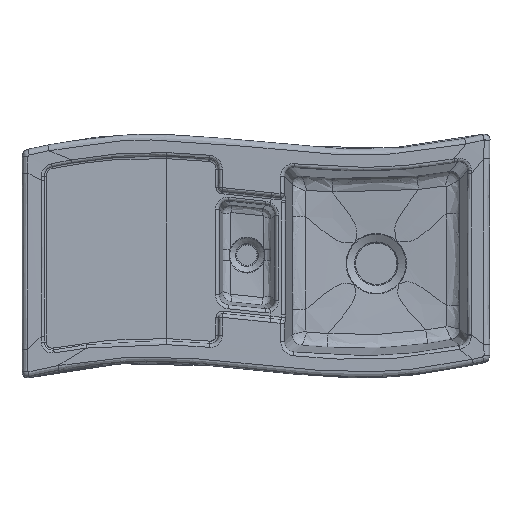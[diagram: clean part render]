
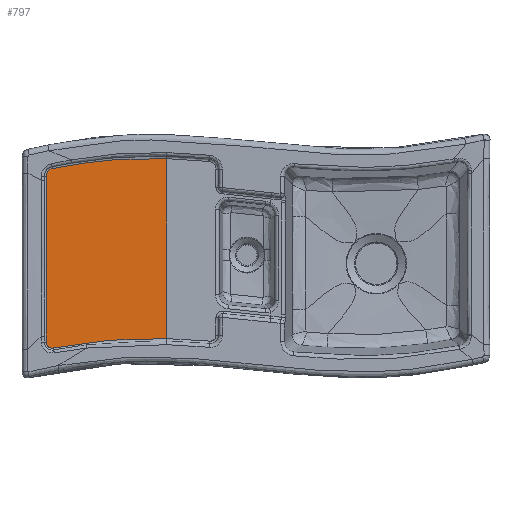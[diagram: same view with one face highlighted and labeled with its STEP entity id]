
A CAD part, top view. The second image highlights one B-rep face of the part: STEP entity #797.
In plain terms, the highlighted planar face has unit normal (0.022, 0, 1).
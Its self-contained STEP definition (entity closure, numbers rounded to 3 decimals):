
#368=PLANE('',#5958);
#797=ADVANCED_FACE('',(#1296),#368,.T.);
#1296=FACE_OUTER_BOUND('',#1692,.T.);
#1692=EDGE_LOOP('',(#3240,#3241,#3242,#3243,#3244,#3245));
#3240=ORIENTED_EDGE('',*,*,#4923,.T.);
#3241=ORIENTED_EDGE('',*,*,#4935,.T.);
#3242=ORIENTED_EDGE('',*,*,#4933,.T.);
#3243=ORIENTED_EDGE('',*,*,#4931,.T.);
#3244=ORIENTED_EDGE('',*,*,#4929,.T.);
#3245=ORIENTED_EDGE('',*,*,#4927,.T.);
#4077=VERTEX_POINT('',#34532);
#4078=VERTEX_POINT('',#34543);
#4079=VERTEX_POINT('',#34577);
#4080=VERTEX_POINT('',#34624);
#4081=VERTEX_POINT('',#34689);
#4082=VERTEX_POINT('',#34746);
#4923=EDGE_CURVE('',#4078,#4077,#5727,.T.);
#4927=EDGE_CURVE('',#4079,#4078,#5730,.T.);
#4929=EDGE_CURVE('',#4080,#4079,#5732,.T.);
#4931=EDGE_CURVE('',#4081,#4080,#5734,.T.);
#4933=EDGE_CURVE('',#4082,#4081,#5736,.T.);
#4935=EDGE_CURVE('',#4077,#4082,#5737,.T.);
#5727=B_SPLINE_CURVE_WITH_KNOTS('',3,(#34533,#34534,#34535,#34536,#34537,
#34538,#34539,#34540,#34541,#34542),.UNSPECIFIED.,.F.,.F.,(4,3,3,4),(0.,
0.216,0.895,1.),.UNSPECIFIED.);
#5730=B_SPLINE_CURVE_WITH_KNOTS('',3,(#34578,#34579,#34580,#34581,#34582,
#34583,#34584,#34585,#34586,#34587,#34588,#34589,#34590,#34591,#34592,#34593,
#34594,#34595),.UNSPECIFIED.,.F.,.F.,(4,1,1,1,1,2,2,1,1,2,2,4),(0.,0.25,
0.375,0.437,0.469,0.484,
0.5,0.625,0.688,0.719,0.75,1.),.UNSPECIFIED.);
#5732=B_SPLINE_CURVE_WITH_KNOTS('',3,(#34625,#34626,#34627,#34628,#34629,
#34630),.UNSPECIFIED.,.F.,.F.,(4,2,4),(0.,0.5,1.),.UNSPECIFIED.);
#5734=B_SPLINE_CURVE_WITH_KNOTS('',3,(#34690,#34691,#34692,#34693,#34694,
#34695,#34696,#34697,#34698,#34699,#34700,#34701,#34702,#34703,#34704,#34705,
#34706,#34707,#34708,#34709,#34710,#34711,#34712,#34713,#34714,#34715,#34716,
#34717,#34718,#34719,#34720,#34721,#34722,#34723),.UNSPECIFIED.,.F.,.F.,
(4,1,1,1,1,1,1,1,1,2,2,1,1,2,2,1,1,1,1,1,1,1,1,2,2,4),(0.,0.125,
0.187,0.219,0.234,0.242,
0.246,0.248,0.249,0.25,
0.25,0.375,0.437,0.469,
0.5,0.625,0.687,0.719,
0.734,0.742,0.746,0.748,0.749,
0.75,0.75,1.),.UNSPECIFIED.);
#5736=B_SPLINE_CURVE_WITH_KNOTS('',3,(#34747,#34748,#34749,#34750,#34751,
#34752),.UNSPECIFIED.,.F.,.F.,(4,2,4),(0.,0.5,1.),.UNSPECIFIED.);
#5737=B_SPLINE_CURVE_WITH_KNOTS('',3,(#34784,#34785,#34786,#34787,#34788,
#34789,#34790,#34791,#34792,#34793,#34794,#34795,#34796,#34797,#34798,#34799,
#34800,#34801,#34802),.UNSPECIFIED.,.F.,.F.,(4,1,1,1,2,2,1,1,1,1,2,2,4),
(0.,0.125,0.187,0.219,0.234,0.25,
0.375,0.438,0.469,0.484,0.492,0.5,1.),.UNSPECIFIED.);
#5958=AXIS2_PLACEMENT_3D('',#34931,#6222,#6223);
#6222=DIRECTION('',(0.022,0.,1.));
#6223=DIRECTION('',(1.,0.,-0.022));
#34532=CARTESIAN_POINT('',(-168.17,201.841,-10.616));
#34533=CARTESIAN_POINT('',(-168.17,-175.293,-10.616));
#34534=CARTESIAN_POINT('',(-168.17,-148.16,-10.616));
#34535=CARTESIAN_POINT('',(-168.17,-121.027,-10.616));
#34536=CARTESIAN_POINT('',(-168.17,-93.894,-10.616));
#34537=CARTESIAN_POINT('',(-168.17,-8.525,-10.616));
#34538=CARTESIAN_POINT('',(-168.17,76.843,-10.616));
#34539=CARTESIAN_POINT('',(-168.17,162.212,-10.616));
#34540=CARTESIAN_POINT('',(-168.17,175.422,-10.616));
#34541=CARTESIAN_POINT('',(-168.17,188.631,-10.616));
#34542=CARTESIAN_POINT('',(-168.17,201.841,-10.616));
#34543=CARTESIAN_POINT('',(-168.17,-175.293,-10.616));
#34577=CARTESIAN_POINT('',(-405.851,-194.933,-5.425));
#34578=CARTESIAN_POINT('',(-405.851,-194.933,-5.425));
#34579=CARTESIAN_POINT('',(-385.639,-191.131,-5.867));
#34580=CARTESIAN_POINT('',(-355.693,-186.239,-6.521));
#34581=CARTESIAN_POINT('',(-321.404,-181.949,-7.269));
#34582=CARTESIAN_POINT('',(-304.422,-180.158,-7.64));
#34583=CARTESIAN_POINT('',(-295.971,-179.351,-7.825));
#34584=CARTESIAN_POINT('',(-292.358,-179.024,-7.904));
#34585=CARTESIAN_POINT('',(-289.952,-178.811,-7.956));
#34586=CARTESIAN_POINT('',(-288.804,-178.711,-7.981));
#34587=CARTESIAN_POINT('',(-277.496,-177.745,-8.228));
#34588=CARTESIAN_POINT('',(-262.513,-176.68,-8.555));
#34589=CARTESIAN_POINT('',(-245.201,-175.827,-8.933));
#34590=CARTESIAN_POINT('',(-237.818,-175.545,-9.095));
#34591=CARTESIAN_POINT('',(-232.903,-175.376,-9.202));
#34592=CARTESIAN_POINT('',(-230.401,-175.299,-9.257));
#34593=CARTESIAN_POINT('',(-208.796,-174.714,-9.728));
#34594=CARTESIAN_POINT('',(-188.852,-174.734,-10.164));
#34595=CARTESIAN_POINT('',(-168.17,-175.293,-10.616));
#34624=CARTESIAN_POINT('',(-420.94,-182.441,-5.096));
#34625=CARTESIAN_POINT('',(-420.94,-182.441,-5.096));
#34626=CARTESIAN_POINT('',(-420.946,-186.245,-5.096));
#34627=CARTESIAN_POINT('',(-419.27,-189.838,-5.132));
#34628=CARTESIAN_POINT('',(-413.441,-194.661,-5.259));
#34629=CARTESIAN_POINT('',(-409.595,-195.637,-5.343));
#34630=CARTESIAN_POINT('',(-405.851,-194.933,-5.425));
#34689=CARTESIAN_POINT('',(-420.944,164.765,-5.096));
#34690=CARTESIAN_POINT('',(-420.944,164.765,-5.096));
#34691=CARTESIAN_POINT('',(-420.908,139.675,-5.096));
#34692=CARTESIAN_POINT('',(-420.866,110.007,-5.097));
#34693=CARTESIAN_POINT('',(-420.838,89.337,-5.098));
#34694=CARTESIAN_POINT('',(-420.829,82.488,-5.098));
#34695=CARTESIAN_POINT('',(-420.826,79.935,-5.098));
#34696=CARTESIAN_POINT('',(-420.825,78.877,-5.098));
#34697=CARTESIAN_POINT('',(-420.825,78.402,-5.098));
#34698=CARTESIAN_POINT('',(-420.824,78.178,-5.098));
#34699=CARTESIAN_POINT('',(-420.824,78.069,-5.098));
#34700=CARTESIAN_POINT('',(-420.824,78.024,-5.098));
#34701=CARTESIAN_POINT('',(-420.824,77.993,-5.098));
#34702=CARTESIAN_POINT('',(-420.824,78.02,-5.098));
#34703=CARTESIAN_POINT('',(-420.809,63.358,-5.099));
#34704=CARTESIAN_POINT('',(-420.793,41.553,-5.099));
#34705=CARTESIAN_POINT('',(-420.783,16.297,-5.099));
#34706=CARTESIAN_POINT('',(-420.78,5.512,-5.099));
#34707=CARTESIAN_POINT('',(-420.779,-1.67,-5.099));
#34708=CARTESIAN_POINT('',(-420.779,-5.215,-5.099));
#34709=CARTESIAN_POINT('',(-420.779,-23.33,-5.099));
#34710=CARTESIAN_POINT('',(-420.783,-45.049,-5.099));
#34711=CARTESIAN_POINT('',(-420.798,-70.356,-5.099));
#34712=CARTESIAN_POINT('',(-420.808,-83.,-5.099));
#34713=CARTESIAN_POINT('',(-420.814,-89.321,-5.098));
#34714=CARTESIAN_POINT('',(-420.817,-92.48,-5.098));
#34715=CARTESIAN_POINT('',(-420.818,-94.06,-5.098));
#34716=CARTESIAN_POINT('',(-420.819,-94.85,-5.098));
#34717=CARTESIAN_POINT('',(-420.819,-95.245,-5.098));
#34718=CARTESIAN_POINT('',(-420.82,-95.414,-5.098));
#34719=CARTESIAN_POINT('',(-420.82,-95.527,-5.098));
#34720=CARTESIAN_POINT('',(-420.82,-95.632,-5.098));
#34721=CARTESIAN_POINT('',(-420.824,-99.823,-5.098));
#34722=CARTESIAN_POINT('',(-420.864,-128.757,-5.097));
#34723=CARTESIAN_POINT('',(-420.94,-182.441,-5.096));
#34746=CARTESIAN_POINT('',(-407.528,181.138,-5.389));
#34747=CARTESIAN_POINT('',(-407.528,181.138,-5.389));
#34748=CARTESIAN_POINT('',(-411.321,180.377,-5.306));
#34749=CARTESIAN_POINT('',(-414.728,178.34,-5.231));
#34750=CARTESIAN_POINT('',(-419.624,172.367,-5.124));
#34751=CARTESIAN_POINT('',(-420.95,168.627,-5.096));
#34752=CARTESIAN_POINT('',(-420.944,164.765,-5.096));
#34784=CARTESIAN_POINT('',(-168.17,201.841,-10.616));
#34785=CARTESIAN_POINT('',(-178.718,202.203,-10.385));
#34786=CARTESIAN_POINT('',(-194.168,202.516,-10.048));
#34787=CARTESIAN_POINT('',(-211.544,202.481,-9.668));
#34788=CARTESIAN_POINT('',(-220.069,202.363,-9.482));
#34789=CARTESIAN_POINT('',(-223.688,202.291,-9.403));
#34790=CARTESIAN_POINT('',(-226.093,202.238,-9.351));
#34791=CARTESIAN_POINT('',(-227.253,202.211,-9.325));
#34792=CARTESIAN_POINT('',(-238.346,201.922,-9.083));
#34793=CARTESIAN_POINT('',(-253.24,201.29,-8.758));
#34794=CARTESIAN_POINT('',(-270.794,200.12,-8.375));
#34795=CARTESIAN_POINT('',(-279.617,199.428,-8.182));
#34796=CARTESIAN_POINT('',(-284.039,199.054,-8.085));
#34797=CARTESIAN_POINT('',(-285.937,198.889,-8.044));
#34798=CARTESIAN_POINT('',(-287.202,198.777,-8.016));
#34799=CARTESIAN_POINT('',(-287.869,198.717,-8.002));
#34800=CARTESIAN_POINT('',(-326.876,195.195,-7.15));
#34801=CARTESIAN_POINT('',(-366.563,189.353,-6.283));
#34802=CARTESIAN_POINT('',(-407.528,181.138,-5.389));
#34931=CARTESIAN_POINT('',(-425.359,-350.,-4.999));
